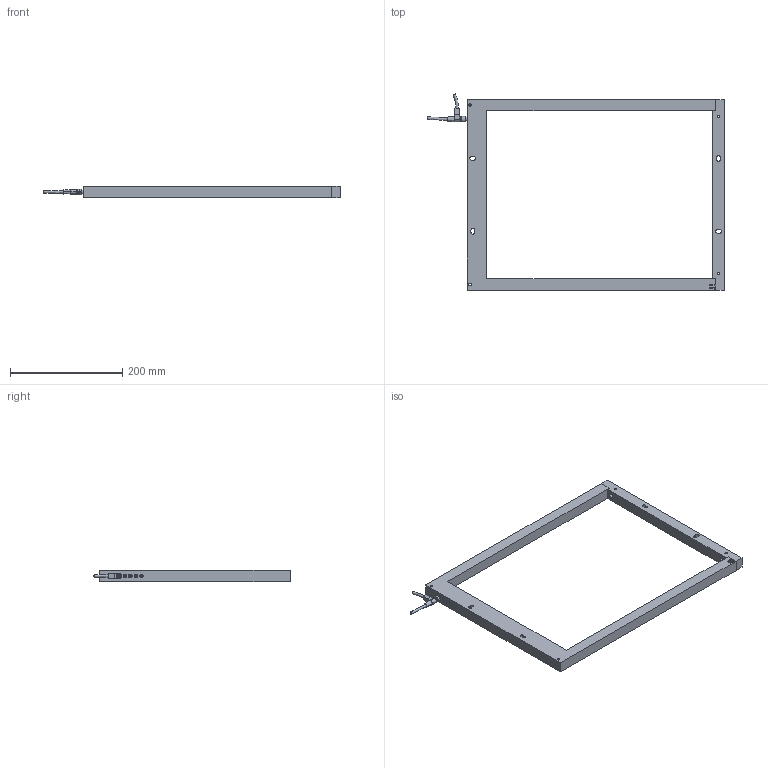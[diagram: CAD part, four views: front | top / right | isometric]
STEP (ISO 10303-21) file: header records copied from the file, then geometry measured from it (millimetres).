
FILE_DESCRIPTION((''),'2;1');
FILE_NAME('OGWSD 300.stp','2004-09-24T19:11:39',('g'),(''),'Autodesk Inventor 8','Autodesk Inventor 8','');
FILE_SCHEMA(('AUTOMOTIVE_DESIGN { 1 0 10303 214 1 1 1 1 }'));
Length unit declared in the file: millimetre
Products named in the file (6): OGWSD 300; Traverse OGWSD 300; Stecker_abgewinkelt; Stecker_gerade; Steckeranschluß
Assembly tree (5 placements, depth 2):
  OGWSD 300
    OGWSD 300
    Traverse OGWSD 300
    Stecker_abgewinkelt
    Stecker_gerade
    Steckeranschluß
Bounding box: 528.71 x 350.09 x 20 mm (x, y, z)
Volume: 695405.8 mm3; surface area: 139093.6 mm2
Topology: 5 solids, 5 shells, 239 faces, 571 edges, 373 vertices
Faces by surface type: plane 149, cylinder 76, bspline 10, cone 4
Entity records: 7432 total; most frequent: CARTESIAN_POINT 1562, DIRECTION 1208, ORIENTED_EDGE 1142, EDGE_CURVE 571, AXIS2_PLACEMENT_3D 407, VECTOR 394, LINE 394, VERTEX_POINT 373
